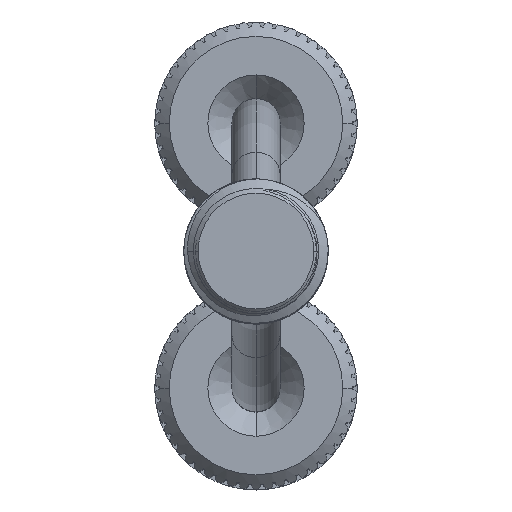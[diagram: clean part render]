
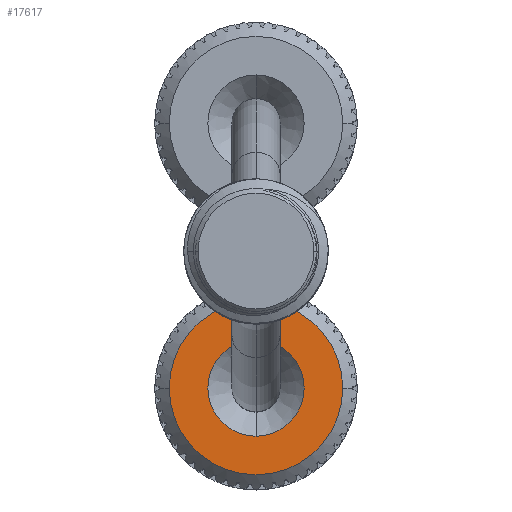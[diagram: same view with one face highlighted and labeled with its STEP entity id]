
A CAD part, top view. The second image highlights one B-rep face of the part: STEP entity #17617.
In plain terms, the highlighted face is planar.
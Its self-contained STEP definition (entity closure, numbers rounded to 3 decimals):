
#11506=CARTESIAN_POINT('',(0.,0.,0.));
#11507=DIRECTION('',(1.,0.,0.));
#11508=DIRECTION('',(0.,0.,1.));
#11509=AXIS2_PLACEMENT_3D('',#11506,#11507,#11508);
#11511=CARTESIAN_POINT('',(0.,0.,0.));
#11512=DIRECTION('',(1.,0.,0.));
#11513=DIRECTION('',(0.,0.,-1.));
#11514=AXIS2_PLACEMENT_3D('',#11511,#11512,#11513);
#11516=CARTESIAN_POINT('',(0.,0.,0.));
#11517=DIRECTION('',(1.,0.,0.));
#11518=DIRECTION('',(0.,-1.,0.));
#11519=AXIS2_PLACEMENT_3D('',#11516,#11517,#11518);
#11521=CARTESIAN_POINT('',(0.,0.,0.));
#11522=DIRECTION('',(1.,0.,0.));
#11523=DIRECTION('',(0.,1.,0.));
#11524=AXIS2_PLACEMENT_3D('',#11521,#11522,#11523);
#15025=CARTESIAN_POINT('',(0.,0.,1.8));
#15026=CARTESIAN_POINT('',(0.,0.,-1.8));
#15027=VERTEX_POINT('',#15025);
#15028=VERTEX_POINT('',#15026);
#15287=CARTESIAN_POINT('',(0.,-1.,0.));
#15288=CARTESIAN_POINT('',(0.,1.,0.));
#15289=VERTEX_POINT('',#15287);
#15290=VERTEX_POINT('',#15288);
#17601=CARTESIAN_POINT('',(0.,0.,0.));
#17602=DIRECTION('',(1.,0.,0.));
#17603=DIRECTION('',(0.,-1.,0.));
#17604=AXIS2_PLACEMENT_3D('',#17601,#17602,#17603);
#17605=PLANE('',#17604);
#17607=ORIENTED_EDGE('',*,*,#17606,.T.);
#17609=ORIENTED_EDGE('',*,*,#17608,.T.);
#17610=EDGE_LOOP('',(#17607,#17609));
#17611=FACE_OUTER_BOUND('',#17610,.F.);
#17613=ORIENTED_EDGE('',*,*,#17612,.F.);
#17614=ORIENTED_EDGE('',*,*,#17591,.F.);
#17615=EDGE_LOOP('',(#17613,#17614));
#17616=FACE_BOUND('',#17615,.F.);
#11510=CIRCLE('',#11509,1.8);
#11515=CIRCLE('',#11514,1.8);
#11520=CIRCLE('',#11519,1.);
#11525=CIRCLE('',#11524,1.);
#17591=EDGE_CURVE('',#15290,#15289,#11525,.T.);
#17606=EDGE_CURVE('',#15027,#15028,#11510,.T.);
#17608=EDGE_CURVE('',#15028,#15027,#11515,.T.);
#17612=EDGE_CURVE('',#15289,#15290,#11520,.T.);
#17617=ADVANCED_FACE('',(#17611,#17616),#17605,.F.);
